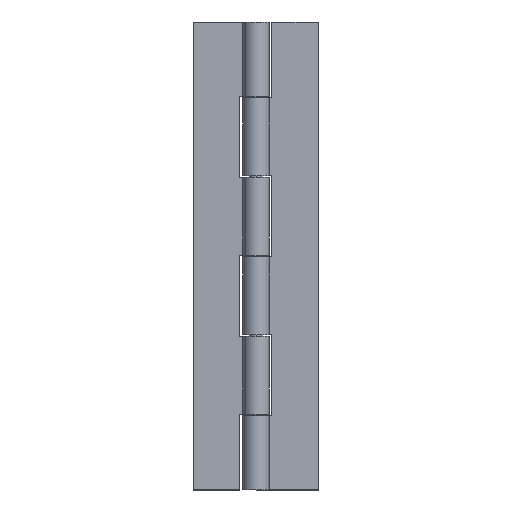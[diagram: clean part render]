
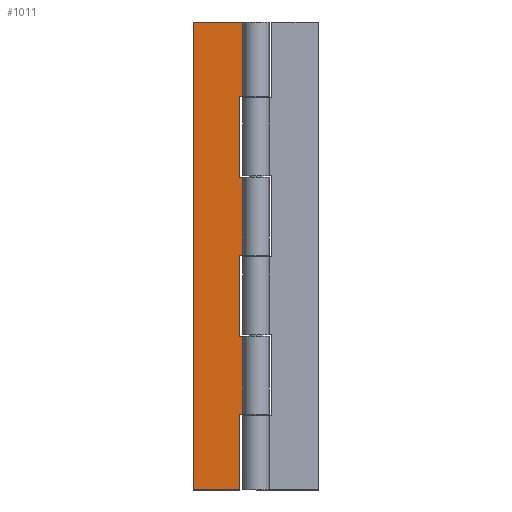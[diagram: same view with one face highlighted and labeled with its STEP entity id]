
A CAD part, top view. The second image highlights one B-rep face of the part: STEP entity #1011.
In plain terms, the highlighted planar face has unit normal (0, 0, 1).
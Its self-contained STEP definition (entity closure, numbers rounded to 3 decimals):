
#1007 = EDGE_CURVE ( 'NONE', #1051, #1109, #1522, .T. ) ;
#1011 = ADVANCED_FACE ( 'NONE', ( #1557 ), #1556, .F. ) ;
#1012 = EDGE_LOOP ( 'NONE', ( #1013, #1017, #1034, #1035, #1036, #1037, #1038, #1041, #1077, #1080, #1083, #1086, #1088, #1089 ) ) ;
#1013 = ORIENTED_EDGE ( 'NONE', *, *, #1014, .T. ) ;
#1014 = EDGE_CURVE ( 'NONE', #1015, #1016, #1605, .T. ) ;
#1015 = VERTEX_POINT ( 'NONE', #1601 ) ;
#1016 = VERTEX_POINT ( 'NONE', #1600 ) ;
#1017 = ORIENTED_EDGE ( 'NONE', *, *, #1033, .T. ) ;
#1018 = VERTEX_POINT ( 'NONE', #1599 ) ;
#1020 = EDGE_CURVE ( 'NONE', #1018, #1021, #1598, .T. ) ;
#1021 = VERTEX_POINT ( 'NONE', #1594 ) ;
#1028 = VERTEX_POINT ( 'NONE', #1429 ) ;
#1033 = EDGE_CURVE ( 'NONE', #1016, #1021, #1401, .T. ) ;
#1034 = ORIENTED_EDGE ( 'NONE', *, *, #1020, .F. ) ;
#1035 = ORIENTED_EDGE ( 'NONE', *, *, #1053, .F. ) ;
#1036 = ORIENTED_EDGE ( 'NONE', *, *, #1007, .T. ) ;
#1037 = ORIENTED_EDGE ( 'NONE', *, *, #1108, .T. ) ;
#1038 = ORIENTED_EDGE ( 'NONE', *, *, #1039, .T. ) ;
#1039 = EDGE_CURVE ( 'NONE', #1106, #1040, #1397, .T. ) ;
#1040 = VERTEX_POINT ( 'NONE', #1393 ) ;
#1041 = ORIENTED_EDGE ( 'NONE', *, *, #1075, .T. ) ;
#1051 = VERTEX_POINT ( 'NONE', #1460 ) ;
#1053 = EDGE_CURVE ( 'NONE', #1051, #1018, #1459, .T. ) ;
#1057 = VERTEX_POINT ( 'NONE', #1450 ) ;
#1059 = EDGE_CURVE ( 'NONE', #1057, #1028, #1449, .T. ) ;
#1075 = EDGE_CURVE ( 'NONE', #1040, #1076, #1842, .T. ) ;
#1076 = VERTEX_POINT ( 'NONE', #1843 ) ;
#1077 = ORIENTED_EDGE ( 'NONE', *, *, #1079, .F. ) ;
#1078 = VERTEX_POINT ( 'NONE', #1838 ) ;
#1079 = EDGE_CURVE ( 'NONE', #1078, #1076, #1826, .T. ) ;
#1080 = ORIENTED_EDGE ( 'NONE', *, *, #1081, .T. ) ;
#1081 = EDGE_CURVE ( 'NONE', #1078, #1082, #1850, .T. ) ;
#1082 = VERTEX_POINT ( 'NONE', #1853 ) ;
#1083 = ORIENTED_EDGE ( 'NONE', *, *, #1084, .T. ) ;
#1084 = EDGE_CURVE ( 'NONE', #1082, #1085, #1923, .T. ) ;
#1085 = VERTEX_POINT ( 'NONE', #1919 ) ;
#1086 = ORIENTED_EDGE ( 'NONE', *, *, #1087, .T. ) ;
#1087 = EDGE_CURVE ( 'NONE', #1085, #1028, #1918, .T. ) ;
#1088 = ORIENTED_EDGE ( 'NONE', *, *, #1059, .F. ) ;
#1089 = ORIENTED_EDGE ( 'NONE', *, *, #1090, .T. ) ;
#1090 = EDGE_CURVE ( 'NONE', #1057, #1015, #1884, .T. ) ;
#1106 = VERTEX_POINT ( 'NONE', #1890 ) ;
#1108 = EDGE_CURVE ( 'NONE', #1109, #1106, #1889, .T. ) ;
#1109 = VERTEX_POINT ( 'NONE', #1885 ) ;
#1393 = CARTESIAN_POINT ( 'NONE',  ( -4.15, -40.6, -1.75 ) ) ;
#1394 = DIRECTION ( 'NONE',  ( 0., 1., 0. ) ) ;
#1395 = VECTOR ( 'NONE', #1394, 1000. ) ;
#1396 = CARTESIAN_POINT ( 'NONE',  ( -4.15, 60., -1.75 ) ) ;
#1397 = LINE ( 'NONE', #1396, #1395 ) ;
#1398 = DIRECTION ( 'NONE',  ( 1., 0., 0. ) ) ;
#1399 = VECTOR ( 'NONE', #1398, 1000. ) ;
#1400 = CARTESIAN_POINT ( 'NONE',  ( -2.857, 41., -1.75 ) ) ;
#1401 = LINE ( 'NONE', #1400, #1399 ) ;
#1429 = CARTESIAN_POINT ( 'NONE',  ( -2.857, 0.2, -1.75 ) ) ;
#1446 = DIRECTION ( 'NONE',  ( 0., -1., 0. ) ) ;
#1447 = VECTOR ( 'NONE', #1446, 1000. ) ;
#1448 = CARTESIAN_POINT ( 'NONE',  ( -2.857, 60., -1.75 ) ) ;
#1449 = LINE ( 'NONE', #1448, #1447 ) ;
#1450 = CARTESIAN_POINT ( 'NONE',  ( -2.857, 20.2, -1.75 ) ) ;
#1456 = DIRECTION ( 'NONE',  ( 1., 0., 0. ) ) ;
#1457 = VECTOR ( 'NONE', #1456, 1000. ) ;
#1458 = CARTESIAN_POINT ( 'NONE',  ( -2.857, 60., -1.75 ) ) ;
#1459 = LINE ( 'NONE', #1458, #1457 ) ;
#1460 = CARTESIAN_POINT ( 'NONE',  ( -16., 60., -1.75 ) ) ;
#1519 = DIRECTION ( 'NONE',  ( 0., -1., 0. ) ) ;
#1520 = VECTOR ( 'NONE', #1519, 1000. ) ;
#1521 = CARTESIAN_POINT ( 'NONE',  ( -16., 60., -1.75 ) ) ;
#1522 = LINE ( 'NONE', #1521, #1520 ) ;
#1553 = DIRECTION ( 'NONE',  ( 0., 0., -1. ) ) ;
#1554 = CARTESIAN_POINT ( 'NONE',  ( -2.857, 60., -1.75 ) ) ;
#1555 = AXIS2_PLACEMENT_3D ( 'NONE', #1554, #1553, #1606 ) ;
#1556 = PLANE ( 'NONE',  #1555 ) ;
#1557 = FACE_OUTER_BOUND ( 'NONE', #1012, .T. ) ;
#1594 = CARTESIAN_POINT ( 'NONE',  ( -2.857, 41., -1.75 ) ) ;
#1595 = DIRECTION ( 'NONE',  ( 0., -1., 0. ) ) ;
#1596 = VECTOR ( 'NONE', #1595, 1000. ) ;
#1597 = CARTESIAN_POINT ( 'NONE',  ( -2.857, 60., -1.75 ) ) ;
#1598 = LINE ( 'NONE', #1597, #1596 ) ;
#1599 = CARTESIAN_POINT ( 'NONE',  ( -2.857, 60., -1.75 ) ) ;
#1600 = CARTESIAN_POINT ( 'NONE',  ( -4.15, 41., -1.75 ) ) ;
#1601 = CARTESIAN_POINT ( 'NONE',  ( -4.15, 20.2, -1.75 ) ) ;
#1602 = DIRECTION ( 'NONE',  ( 0., 1., 0. ) ) ;
#1603 = VECTOR ( 'NONE', #1602, 1000. ) ;
#1604 = CARTESIAN_POINT ( 'NONE',  ( -4.15, 60., -1.75 ) ) ;
#1605 = LINE ( 'NONE', #1604, #1603 ) ;
#1606 = DIRECTION ( 'NONE',  ( -1., 0., 0. ) ) ;
#1825 = CARTESIAN_POINT ( 'NONE',  ( -2.857, 60., -1.75 ) ) ;
#1826 = LINE ( 'NONE', #1825, #1827 ) ;
#1827 = VECTOR ( 'NONE', #1828, 1000. ) ;
#1828 = DIRECTION ( 'NONE',  ( 0., -1., 0. ) ) ;
#1838 = CARTESIAN_POINT ( 'NONE',  ( -2.857, -20.6, -1.75 ) ) ;
#1839 = DIRECTION ( 'NONE',  ( 1., 0., 0. ) ) ;
#1840 = VECTOR ( 'NONE', #1839, 1000. ) ;
#1841 = CARTESIAN_POINT ( 'NONE',  ( -2.857, -40.6, -1.75 ) ) ;
#1842 = LINE ( 'NONE', #1841, #1840 ) ;
#1843 = CARTESIAN_POINT ( 'NONE',  ( -2.857, -40.6, -1.75 ) ) ;
#1846 = DIRECTION ( 'NONE',  ( -1., 0., 0. ) ) ;
#1847 = VECTOR ( 'NONE', #1846, 1000. ) ;
#1848 = CARTESIAN_POINT ( 'NONE',  ( -2.857, -20.6, -1.75 ) ) ;
#1850 = LINE ( 'NONE', #1848, #1847 ) ;
#1853 = CARTESIAN_POINT ( 'NONE',  ( -4.15, -20.6, -1.75 ) ) ;
#1881 = DIRECTION ( 'NONE',  ( -1., 0., 0. ) ) ;
#1882 = VECTOR ( 'NONE', #1881, 1000. ) ;
#1883 = CARTESIAN_POINT ( 'NONE',  ( -2.857, 20.2, -1.75 ) ) ;
#1884 = LINE ( 'NONE', #1883, #1882 ) ;
#1885 = CARTESIAN_POINT ( 'NONE',  ( -16., -60., -1.75 ) ) ;
#1886 = DIRECTION ( 'NONE',  ( 1., 0., 0. ) ) ;
#1887 = VECTOR ( 'NONE', #1886, 1000. ) ;
#1888 = CARTESIAN_POINT ( 'NONE',  ( -2.857, -60., -1.75 ) ) ;
#1889 = LINE ( 'NONE', #1888, #1887 ) ;
#1890 = CARTESIAN_POINT ( 'NONE',  ( -4.15, -60., -1.75 ) ) ;
#1915 = DIRECTION ( 'NONE',  ( 1., 0., 0. ) ) ;
#1916 = VECTOR ( 'NONE', #1915, 1000. ) ;
#1917 = CARTESIAN_POINT ( 'NONE',  ( -2.857, 0.2, -1.75 ) ) ;
#1918 = LINE ( 'NONE', #1917, #1916 ) ;
#1919 = CARTESIAN_POINT ( 'NONE',  ( -4.15, 0.2, -1.75 ) ) ;
#1920 = DIRECTION ( 'NONE',  ( 0., 1., 0. ) ) ;
#1921 = VECTOR ( 'NONE', #1920, 1000. ) ;
#1922 = CARTESIAN_POINT ( 'NONE',  ( -4.15, 60., -1.75 ) ) ;
#1923 = LINE ( 'NONE', #1922, #1921 ) ;
